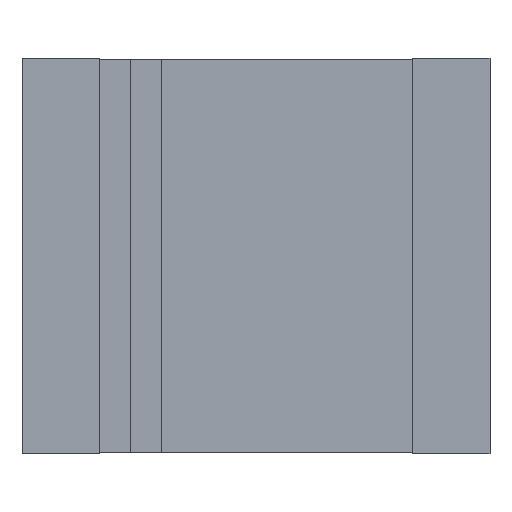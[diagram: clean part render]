
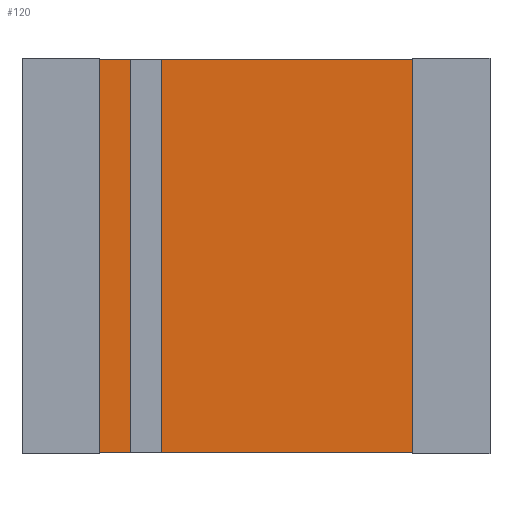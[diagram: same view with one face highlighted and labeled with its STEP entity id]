
A CAD part, top view. The second image highlights one B-rep face of the part: STEP entity #120.
In plain terms, the highlighted planar face has unit normal (0, 0, 1).
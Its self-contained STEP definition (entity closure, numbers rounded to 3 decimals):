
#120=ADVANCED_FACE('',(#126),#121,.F.);
#121=PLANE('',#122);
#122=AXIS2_PLACEMENT_3D('',#123,#124,#125);
#123=CARTESIAN_POINT('Origin',(-2.578,-3.226,3.073));
#124=DIRECTION('center_axis',(0.0,0.0,-1.0));
#125=DIRECTION('ref_axis',(0.,1.,0.));
#126=FACE_OUTER_BOUND('',#127,.T.);
#127=EDGE_LOOP('',(#128,#138,#148,#158));
#128=ORIENTED_EDGE('',*,*,#129,.F.);
#129=EDGE_CURVE('',#130,#132,#134,.T.);
#130=VERTEX_POINT('',#131);
#131=CARTESIAN_POINT('',(2.578,-3.226,3.073));
#132=VERTEX_POINT('',#133);
#133=CARTESIAN_POINT('',(-2.578,-3.226,3.073));
#134=LINE('',#135,#136);
#135=CARTESIAN_POINT('',(2.578,-3.226,3.073));
#136=VECTOR('',#137,5.156);
#137=DIRECTION('',(-1.0,0.0,0.0));
#138=ORIENTED_EDGE('',*,*,#139,.F.);
#139=EDGE_CURVE('',#140,#142,#144,.T.);
#140=VERTEX_POINT('',#141);
#141=CARTESIAN_POINT('',(2.578,3.226,3.073));
#142=VERTEX_POINT('',#131);
#144=LINE('',#145,#146);
#145=CARTESIAN_POINT('',(2.578,3.226,3.073));
#146=VECTOR('',#147,6.452);
#147=DIRECTION('',(0.0,-1.0,0.0));
#148=ORIENTED_EDGE('',*,*,#149,.F.);
#149=EDGE_CURVE('',#150,#152,#154,.T.);
#150=VERTEX_POINT('',#151);
#151=CARTESIAN_POINT('',(-2.578,3.226,3.073));
#152=VERTEX_POINT('',#141);
#154=LINE('',#155,#156);
#155=CARTESIAN_POINT('',(-2.578,3.226,3.073));
#156=VECTOR('',#157,5.156);
#157=DIRECTION('',(1.0,0.0,0.0));
#158=ORIENTED_EDGE('',*,*,#159,.F.);
#159=EDGE_CURVE('',#160,#162,#164,.T.);
#160=VERTEX_POINT('',#133);
#162=VERTEX_POINT('',#151);
#164=LINE('',#165,#166);
#165=CARTESIAN_POINT('',(-2.578,-3.226,3.073));
#166=VECTOR('',#167,6.452);
#167=DIRECTION('',(0.0,1.0,0.0));
